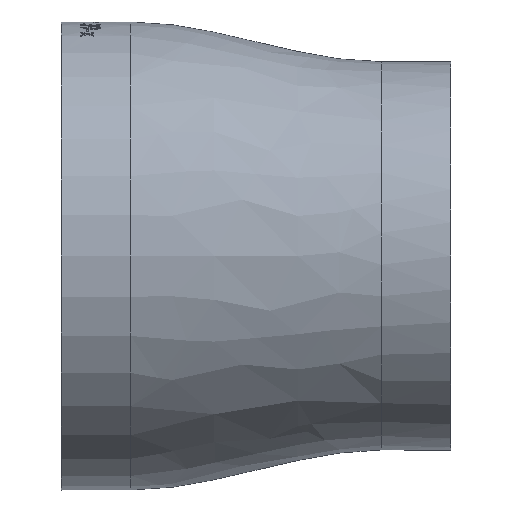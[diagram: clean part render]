
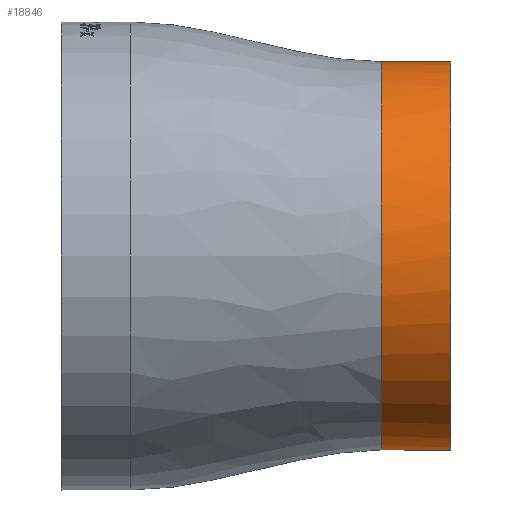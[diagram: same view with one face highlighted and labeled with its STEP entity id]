
A CAD part, front view. The second image highlights one B-rep face of the part: STEP entity #18846.
In plain terms, the highlighted cylindrical face has radius 69.85 mm (diameter 139.7 mm), a full revolution.
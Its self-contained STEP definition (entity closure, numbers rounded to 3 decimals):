
#207 = CARTESIAN_POINT ( 'NONE',  ( 115., 21.992, 62.49 ) ) ;
#1071 = CARTESIAN_POINT ( 'NONE',  ( 114.827, -14.3, 0. ) ) ;
#1385 = DIRECTION ( 'NONE',  ( 0., 0., 1. ) ) ;
#1546 = CARTESIAN_POINT ( 'NONE',  ( 115., -76.79, 36.292 ) ) ;
#1641 = CARTESIAN_POINT ( 'NONE',  ( 115., 21.992, -62.49 ) ) ;
#1843 = CARTESIAN_POINT ( 'NONE',  ( 115., 55.349, 5.534 ) ) ;
#2523 = FACE_OUTER_BOUND ( 'NONE', #3011, .T. ) ;
#3004 = CARTESIAN_POINT ( 'NONE',  ( 115., -50.592, -62.49 ) ) ;
#3011 = EDGE_LOOP ( 'NONE', ( #4665 ) ) ;
#3059 = CARTESIAN_POINT ( 'NONE',  ( 115., 55.55, 0. ) ) ;
#3193 = CARTESIAN_POINT ( 'NONE',  ( 115., 55.55, 0.926 ) ) ;
#3244 = VERTEX_POINT ( 'NONE', #16428 ) ;
#3678 = DIRECTION ( 'NONE',  ( -1., 0., 0. ) ) ;
#3959 = FACE_OUTER_BOUND ( 'NONE', #8287, .T. ) ;
#4271 = DIRECTION ( 'NONE',  ( -1., 0., 0. ) ) ;
#4433 = CARTESIAN_POINT ( 'NONE',  ( 115., 55.349, -5.534 ) ) ;
#4632 = CARTESIAN_POINT ( 'NONE',  ( 115., 52.802, 24.603 ) ) ;
#4665 = ORIENTED_EDGE ( 'NONE', *, *, #10901, .F. ) ;
#4824 = CARTESIAN_POINT ( 'NONE',  ( 115., -76.79, -36.292 ) ) ;
#5827 = CARTESIAN_POINT ( 'NONE',  ( 140., -14.3, 0. ) ) ;
#5851 = VERTEX_POINT ( 'NONE', #3059 ) ;
#5990 = CARTESIAN_POINT ( 'NONE',  ( 115., 4.225, 69.85 ) ) ;
#6567 = B_SPLINE_CURVE_WITH_KNOTS ( 'NONE', 3,
 ( #10710, #13410, #17611, #4433, #10326, #14827, #12154, #1641, #16172, #15011, #3004, #4824, #8872, #14729, #1546, #7424, #13309, #5990, #207, #17800, #4632, #10519, #1843, #16373, #3193, #7713 ),
 .UNSPECIFIED., .T., .F.,
 ( 4, 1, 1, 1, 1, 2, 2, 2, 2, 2, 2, 2, 1, 1, 1, 1, 4 ),
 ( 0., 0.006, 0.012, 0.019, 0.025, 0.125, 0.25, 0.375, 0.5, 0.625, 0.75, 0.875, 0.975, 0.981, 0.988, 0.994, 1. ),
 .UNSPECIFIED. ) ;
#7424 = CARTESIAN_POINT ( 'NONE',  ( 115., -50.592, 62.49 ) ) ;
#7713 = CARTESIAN_POINT ( 'NONE',  ( 115., 55.55, 0. ) ) ;
#7896 = CIRCLE ( 'NONE', #16509, 69.85 ) ;
#8287 = EDGE_LOOP ( 'NONE', ( #11348 ) ) ;
#8396 = CYLINDRICAL_SURFACE ( 'NONE', #11294, 69.85 ) ;
#8872 = CARTESIAN_POINT ( 'NONE',  ( 115., -84.15, -18.525 ) ) ;
#8972 = DIRECTION ( 'NONE',  ( 0., 0., 1. ) ) ;
#10326 = CARTESIAN_POINT ( 'NONE',  ( 115., 55.076, -8.275 ) ) ;
#10519 = CARTESIAN_POINT ( 'NONE',  ( 115., 55.076, 8.275 ) ) ;
#10710 = CARTESIAN_POINT ( 'NONE',  ( 115., 55.55, 0. ) ) ;
#10901 = EDGE_CURVE ( 'NONE', #5851, #5851, #6567, .T. ) ;
#11294 = AXIS2_PLACEMENT_3D ( 'NONE', #1071, #3678, #8972 ) ;
#11348 = ORIENTED_EDGE ( 'NONE', *, *, #18592, .T. ) ;
#12154 = CARTESIAN_POINT ( 'NONE',  ( 115., 45.571, -38.912 ) ) ;
#13309 = CARTESIAN_POINT ( 'NONE',  ( 115., -32.825, 69.85 ) ) ;
#13410 = CARTESIAN_POINT ( 'NONE',  ( 115., 55.55, -0.926 ) ) ;
#14729 = CARTESIAN_POINT ( 'NONE',  ( 115., -84.15, 18.525 ) ) ;
#14827 = CARTESIAN_POINT ( 'NONE',  ( 115., 52.802, -24.603 ) ) ;
#15011 = CARTESIAN_POINT ( 'NONE',  ( 115., -32.825, -69.85 ) ) ;
#16172 = CARTESIAN_POINT ( 'NONE',  ( 115., 4.225, -69.85 ) ) ;
#16373 = CARTESIAN_POINT ( 'NONE',  ( 115., 55.513, 2.775 ) ) ;
#16428 = CARTESIAN_POINT ( 'NONE',  ( 140., -14.3, 69.85 ) ) ;
#16509 = AXIS2_PLACEMENT_3D ( 'NONE', #5827, #4271, #1385 ) ;
#17611 = CARTESIAN_POINT ( 'NONE',  ( 115., 55.513, -2.775 ) ) ;
#17800 = CARTESIAN_POINT ( 'NONE',  ( 115., 45.571, 38.912 ) ) ;
#18592 = EDGE_CURVE ( 'NONE', #3244, #3244, #7896, .T. ) ;
#18846 = ADVANCED_FACE ( 'NONE', ( #3959, #2523 ), #8396, .T. ) ;
